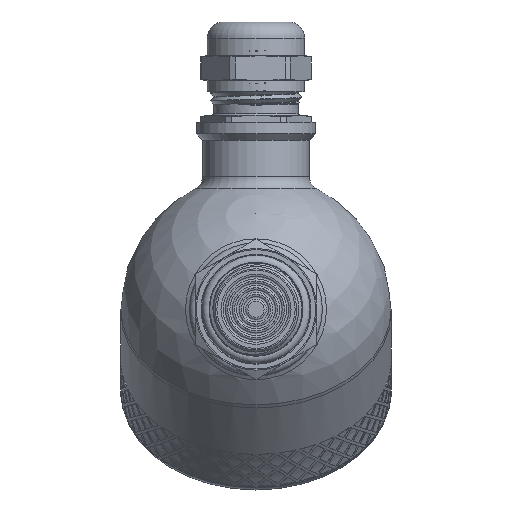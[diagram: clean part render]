
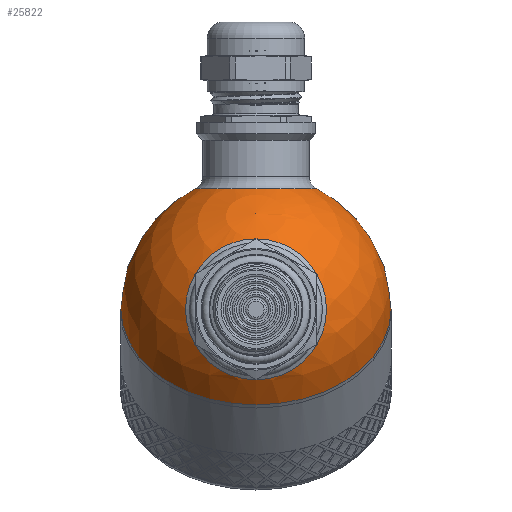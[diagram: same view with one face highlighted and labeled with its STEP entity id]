
A CAD part, left-side view. The second image highlights one B-rep face of the part: STEP entity #25822.
In plain terms, the highlighted spherical face has radius 30 mm.
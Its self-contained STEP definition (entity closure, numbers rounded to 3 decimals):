
#16=SPHERICAL_SURFACE('',#27536,30.);
#1126=FACE_BOUND('',#4162,.T.);
#1127=FACE_BOUND('',#4163,.T.);
#2460=FACE_OUTER_BOUND('',#4161,.T.);
#4161=EDGE_LOOP('',(#19975,#19976,#19977,#19978));
#4162=EDGE_LOOP('',(#19979));
#4163=EDGE_LOOP('',(#19980));
#5688=CIRCLE('',#27533,15.643);
#5691=CIRCLE('',#27537,30.);
#5692=CIRCLE('',#27538,30.);
#5693=CIRCLE('',#27539,30.);
#5694=CIRCLE('',#27540,13.5);
#11045=VERTEX_POINT('',#45995);
#11047=VERTEX_POINT('',#46001);
#11048=VERTEX_POINT('',#46002);
#11049=VERTEX_POINT('',#46004);
#11050=VERTEX_POINT('',#46007);
#14290=EDGE_CURVE('',#11045,#11045,#5688,.T.);
#14293=EDGE_CURVE('',#11047,#11048,#5691,.T.);
#14294=EDGE_CURVE('',#11047,#11049,#5692,.T.);
#14295=EDGE_CURVE('',#11048,#11047,#5693,.T.);
#14296=EDGE_CURVE('',#11050,#11050,#5694,.T.);
#19975=ORIENTED_EDGE('',*,*,#14293,.F.);
#19976=ORIENTED_EDGE('',*,*,#14294,.T.);
#19977=ORIENTED_EDGE('',*,*,#14294,.F.);
#19978=ORIENTED_EDGE('',*,*,#14295,.F.);
#19979=ORIENTED_EDGE('',*,*,#14290,.F.);
#19980=ORIENTED_EDGE('',*,*,#14296,.F.);
#25822=ADVANCED_FACE('',(#2460,#1126,#1127),#16,.T.);
#27533=AXIS2_PLACEMENT_3D('',#45996,#29781,#29782);
#27536=AXIS2_PLACEMENT_3D('',#46000,#29787,#29788);
#27537=AXIS2_PLACEMENT_3D('',#46003,#29789,#29790);
#27538=AXIS2_PLACEMENT_3D('',#46005,#29791,#29792);
#27539=AXIS2_PLACEMENT_3D('',#46006,#29793,#29794);
#27540=AXIS2_PLACEMENT_3D('',#46008,#29795,#29796);
#29781=DIRECTION('center_axis',(-0.707,0.,0.707));
#29782=DIRECTION('ref_axis',(0.707,0.,0.707));
#29787=DIRECTION('center_axis',(1.,0.,0.));
#29788=DIRECTION('ref_axis',(0.,-1.,0.));
#29789=DIRECTION('center_axis',(1.,0.,0.));
#29790=DIRECTION('ref_axis',(0.,1.,0.));
#29791=DIRECTION('center_axis',(0.,0.,1.));
#29792=DIRECTION('ref_axis',(0.,1.,0.));
#29793=DIRECTION('center_axis',(1.,0.,0.));
#29794=DIRECTION('ref_axis',(0.,1.,0.));
#29795=DIRECTION('center_axis',(-0.707,0.,-0.707));
#29796=DIRECTION('ref_axis',(-0.707,0.,0.707));
#45995=CARTESIAN_POINT('',(-29.162,0.,7.04));
#45996=CARTESIAN_POINT('Origin',(-18.101,0.,18.101));
#46000=CARTESIAN_POINT('Origin',(0.,0.,0.));
#46001=CARTESIAN_POINT('',(0.,30.,0.));
#46002=CARTESIAN_POINT('',(0.,-30.,0.));
#46003=CARTESIAN_POINT('Origin',(0.,0.,0.));
#46004=CARTESIAN_POINT('',(-30.,0.,0.));
#46005=CARTESIAN_POINT('Origin',(0.,0.,0.));
#46006=CARTESIAN_POINT('Origin',(0.,0.,0.));
#46007=CARTESIAN_POINT('',(-9.398,0.,-28.49));
#46008=CARTESIAN_POINT('Origin',(-18.944,0.,-18.944));
